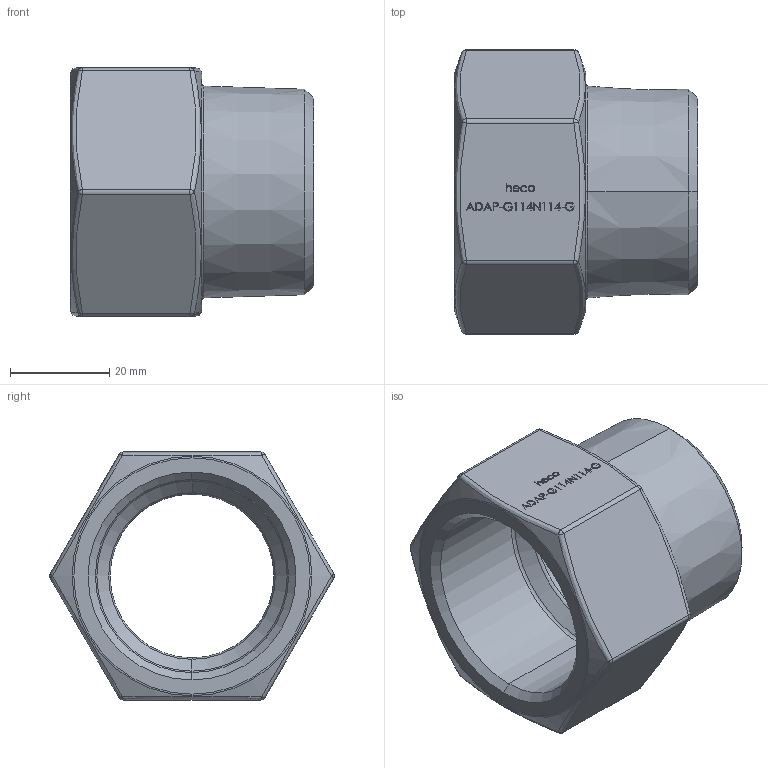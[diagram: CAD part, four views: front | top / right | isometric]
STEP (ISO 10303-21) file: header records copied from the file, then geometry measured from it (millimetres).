
FILE_DESCRIPTION (( 'STEP AP214' ), '1' );
FILE_NAME ('ADAP-G114N114-G Adapter.STEP', '2018-06-26T07:55:10', ( '' ), ( '' ), 'SwSTEP 2.0', 'SolidWorks 2016', '' );
FILE_SCHEMA (( 'AUTOMOTIVE_DESIGN' ));
Length unit declared in the file: millimetre
Products named in the file (1): ADAP-G114N114-G Adapter
Bounding box: 49 x 57.43 x 50 mm (x, y, z)
Volume: 38029.4 mm3; surface area: 14775.6 mm2
Topology: 1 solids, 1 shells, 285 faces, 717 edges, 458 vertices
Faces by surface type: plane 161, bspline 78, torus 12, cone 12, sphere 12, cylinder 10
Entity records: 14807 total; most frequent: CARTESIAN_POINT 6179, ORIENTED_EDGE 1418, DIRECTION 1045, EDGE_CURVE 709, LINE 469, VECTOR 469, VERTEX_POINT 454, EDGE_LOOP 315
